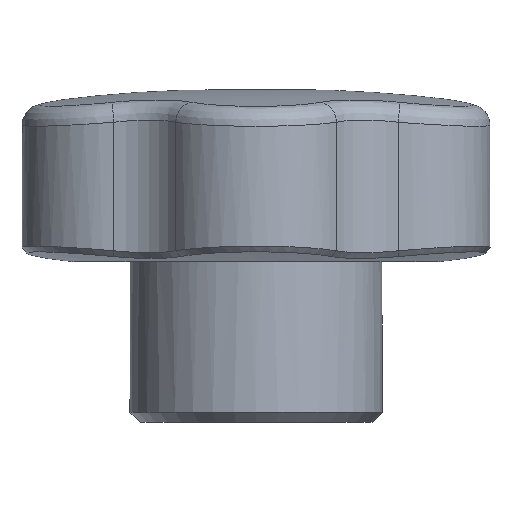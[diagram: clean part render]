
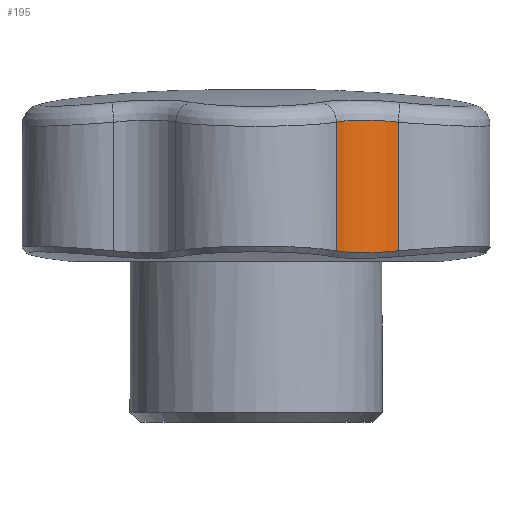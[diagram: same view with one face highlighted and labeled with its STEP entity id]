
A CAD part, front view. The second image highlights one B-rep face of the part: STEP entity #195.
In plain terms, the highlighted cylindrical face has radius 7.398 mm (diameter 14.796 mm), a partial arc.
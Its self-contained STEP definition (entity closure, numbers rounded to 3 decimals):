
#195 = ADVANCED_FACE( '', ( #296 ), #297, .F. );
#296 = FACE_OUTER_BOUND( '', #1091, .T. );
#297 = CYLINDRICAL_SURFACE( '', #1092, 7.398 );
#1091 = EDGE_LOOP( '', ( #1969, #1970, #1971, #1972 ) );
#1092 = AXIS2_PLACEMENT_3D( '', #1973, #1974, #1975 );
#1969 = ORIENTED_EDGE( '', *, *, #2379, .T. );
#1970 = ORIENTED_EDGE( '', *, *, #2380, .T. );
#1971 = ORIENTED_EDGE( '', *, *, #2372, .F. );
#1972 = ORIENTED_EDGE( '', *, *, #2375, .T. );
#1973 = CARTESIAN_POINT( '', ( 14.285, -24.742, 44.45 ) );
#1974 = DIRECTION( '', ( 0., 0., 1. ) );
#1975 = DIRECTION( '', ( -1., 0., 0. ) );
#2372 = EDGE_CURVE( '', #2619, #2627, #2628, .T. );
#2375 = EDGE_CURVE( '', #2619, #2630, #2632, .T. );
#2379 = EDGE_CURVE( '', #2630, #2637, #2638, .T. );
#2380 = EDGE_CURVE( '', #2637, #2627, #2639, .T. );
#2619 = VERTEX_POINT( '', #4029 );
#2627 = VERTEX_POINT( '', #4164 );
#2628 = LINE( '', #4165, #4166 );
#2630 = VERTEX_POINT( '', #4197 );
#2632 = B_SPLINE_CURVE_WITH_KNOTS( '', 3, ( #4199, #4200, #4201, #4202, #4203, #4204, #4205, #4206, #4207, #4208, #4209, #4210, #4211, #4212, #4213, #4214, #4215, #4216, #4217, #4218, #4219, #4220, #4221, #4222, #4223, #4224, #4225, #4226, #4227, #4228, #4229 ), .UNSPECIFIED., .F., .F., ( 4, 1, 1, 1, 1, 2, 2, 2, 1, 1, 1, 1, 1, 2, 2, 2, 1, 1, 1, 1, 1, 1, 4 ), ( 0., 0., 0.001, 0.001, 0.002, 0.002, 0.002, 0.002, 0.003, 0.003, 0.003, 0.004, 0.004, 0.005, 0.005, 0.005, 0.005, 0.005, 0.006, 0.006, 0.006, 0.007, 0.007 ), .UNSPECIFIED. );
#2637 = VERTEX_POINT( '', #4301 );
#2638 = LINE( '', #4302, #4303 );
#2639 = B_SPLINE_CURVE_WITH_KNOTS( '', 3, ( #4304, #4305, #4306, #4307, #4308, #4309, #4310, #4311, #4312, #4313, #4314, #4315, #4316, #4317 ), .UNSPECIFIED., .F., .F., ( 4, 2, 2, 2, 2, 2, 4 ), ( 0., 0.001, 0.002, 0.004, 0.005, 0.006, 0.007 ), .UNSPECIFIED. );
#4029 = CARTESIAN_POINT( '', ( 14.096, -17.347, 29.737 ) );
#4164 = CARTESIAN_POINT( '', ( 14.096, -17.347, 16.992 ) );
#4165 = CARTESIAN_POINT( '', ( 14.096, -17.347, 44.45 ) );
#4166 = VECTOR( '', #4855, 1000. );
#4197 = CARTESIAN_POINT( '', ( 7.975, -20.881, 29.737 ) );
#4199 = CARTESIAN_POINT( '', ( 14.096, -17.347, 29.737 ) );
#4200 = CARTESIAN_POINT( '', ( 13.941, -17.351, 29.756 ) );
#4201 = CARTESIAN_POINT( '', ( 13.635, -17.368, 29.79 ) );
#4202 = CARTESIAN_POINT( '', ( 13.179, -17.423, 29.835 ) );
#4203 = CARTESIAN_POINT( '', ( 12.729, -17.505, 29.873 ) );
#4204 = CARTESIAN_POINT( '', ( 12.283, -17.616, 29.905 ) );
#4205 = CARTESIAN_POINT( '', ( 11.989, -17.708, 29.921 ) );
#4206 = CARTESIAN_POINT( '', ( 11.807, -17.772, 29.93 ) );
#4207 = CARTESIAN_POINT( '', ( 11.77, -17.785, 29.932 ) );
#4208 = CARTESIAN_POINT( '', ( 11.716, -17.805, 29.934 ) );
#4209 = CARTESIAN_POINT( '', ( 11.697, -17.812, 29.935 ) );
#4210 = CARTESIAN_POINT( '', ( 11.661, -17.825, 29.937 ) );
#4211 = CARTESIAN_POINT( '', ( 11.57, -17.86, 29.94 ) );
#4212 = CARTESIAN_POINT( '', ( 11.338, -17.954, 29.949 ) );
#4213 = CARTESIAN_POINT( '', ( 10.988, -18.114, 29.958 ) );
#4214 = CARTESIAN_POINT( '', ( 10.583, -18.332, 29.961 ) );
#4215 = CARTESIAN_POINT( '', ( 10.192, -18.574, 29.958 ) );
#4216 = CARTESIAN_POINT( '', ( 9.941, -18.752, 29.951 ) );
#4217 = CARTESIAN_POINT( '', ( 9.757, -18.892, 29.944 ) );
#4218 = CARTESIAN_POINT( '', ( 9.696, -18.94, 29.941 ) );
#4219 = CARTESIAN_POINT( '', ( 9.62, -19.001, 29.937 ) );
#4220 = CARTESIAN_POINT( '', ( 9.605, -19.013, 29.936 ) );
#4221 = CARTESIAN_POINT( '', ( 9.575, -19.037, 29.935 ) );
#4222 = CARTESIAN_POINT( '', ( 9.53, -19.074, 29.933 ) );
#4223 = CARTESIAN_POINT( '', ( 9.368, -19.212, 29.923 ) );
#4224 = CARTESIAN_POINT( '', ( 9.113, -19.446, 29.905 ) );
#4225 = CARTESIAN_POINT( '', ( 8.795, -19.777, 29.873 ) );
#4226 = CARTESIAN_POINT( '', ( 8.499, -20.125, 29.835 ) );
#4227 = CARTESIAN_POINT( '', ( 8.224, -20.492, 29.79 ) );
#4228 = CARTESIAN_POINT( '', ( 8.056, -20.749, 29.756 ) );
#4229 = CARTESIAN_POINT( '', ( 7.975, -20.881, 29.737 ) );
#4301 = CARTESIAN_POINT( '', ( 7.975, -20.881, 16.992 ) );
#4302 = CARTESIAN_POINT( '', ( 7.975, -20.881, 44.45 ) );
#4303 = VECTOR( '', #4863, 1000. );
#4304 = CARTESIAN_POINT( '', ( 7.975, -20.881, 16.992 ) );
#4305 = CARTESIAN_POINT( '', ( 8.136, -20.618, 16.964 ) );
#4306 = CARTESIAN_POINT( '', ( 8.312, -20.366, 16.938 ) );
#4307 = CARTESIAN_POINT( '', ( 8.696, -19.886, 16.891 ) );
#4308 = CARTESIAN_POINT( '', ( 8.904, -19.656, 16.87 ) );
#4309 = CARTESIAN_POINT( '', ( 9.565, -19.013, 16.82 ) );
#4310 = CARTESIAN_POINT( '', ( 10.052, -18.644, 16.802 ) );
#4311 = CARTESIAN_POINT( '', ( 10.851, -18.182, 16.802 ) );
#4312 = CARTESIAN_POINT( '', ( 11.13, -18.044, 16.807 ) );
#4313 = CARTESIAN_POINT( '', ( 11.695, -17.806, 16.824 ) );
#4314 = CARTESIAN_POINT( '', ( 11.983, -17.705, 16.837 ) );
#4315 = CARTESIAN_POINT( '', ( 12.864, -17.457, 16.887 ) );
#4316 = CARTESIAN_POINT( '', ( 13.479, -17.363, 16.936 ) );
#4317 = CARTESIAN_POINT( '', ( 14.096, -17.347, 16.992 ) );
#4855 = DIRECTION( '', ( 0., 0., -1. ) );
#4863 = DIRECTION( '', ( 0., 0., -1. ) );
